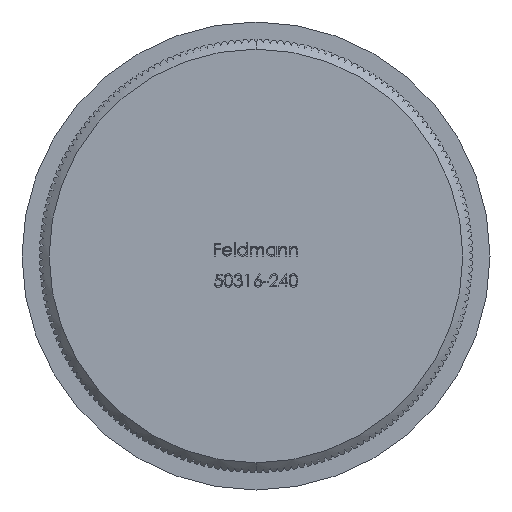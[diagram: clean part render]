
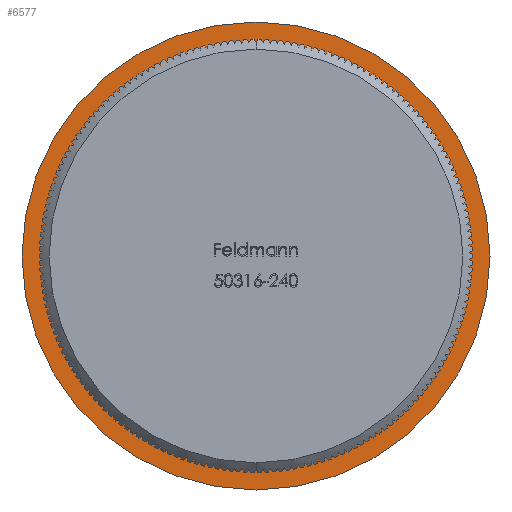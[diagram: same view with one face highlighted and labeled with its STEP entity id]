
A CAD part, front view. The second image highlights one B-rep face of the part: STEP entity #6577.
In plain terms, the highlighted planar face has unit normal (0, -1, 0).
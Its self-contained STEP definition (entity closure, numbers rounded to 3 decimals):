
#52 = CARTESIAN_POINT ( 'NONE',  ( 21.65, 8., 0. ) ) ;
#171 = VERTEX_POINT ( 'NONE', #19427 ) ;
#186 = DIRECTION ( 'NONE',  ( 0., 0., -1. ) ) ;
#286 = DIRECTION ( 'NONE',  ( 0., -1., 0. ) ) ;
#528 = ORIENTED_EDGE ( 'NONE', *, *, #19075, .T. ) ;
#604 = CARTESIAN_POINT ( 'NONE',  ( 0., 8., 0. ) ) ;
#827 = ORIENTED_EDGE ( 'NONE', *, *, #30245, .F. ) ;
#1000 = AXIS2_PLACEMENT_3D ( 'NONE', #604, #286, #186 ) ;
#2640 = CIRCLE ( 'NONE', #32819, 24.15 ) ;
#3903 = EDGE_LOOP ( 'NONE', ( #528, #6108 ) ) ;
#4682 = CIRCLE ( 'NONE', #14794, 21.65 ) ;
#4778 = VERTEX_POINT ( 'NONE', #9402 ) ;
#6108 = ORIENTED_EDGE ( 'NONE', *, *, #31099, .T. ) ;
#6577 = ADVANCED_FACE ( 'NONE', ( #9255, #25911 ), #27975, .T. ) ;
#7234 = CIRCLE ( 'NONE', #17406, 24.15 ) ;
#9255 = FACE_OUTER_BOUND ( 'NONE', #3903, .T. ) ;
#9402 = CARTESIAN_POINT ( 'NONE',  ( 0., 8., 24.15 ) ) ;
#10752 = CARTESIAN_POINT ( 'NONE',  ( 0., 8., -24.15 ) ) ;
#11146 = VERTEX_POINT ( 'NONE', #32413 ) ;
#13013 = DIRECTION ( 'NONE',  ( 0., -1., 0. ) ) ;
#13115 = DIRECTION ( 'NONE',  ( 0., 0., -1. ) ) ;
#13693 = AXIS2_PLACEMENT_3D ( 'NONE', #52, #13013, #13115 ) ;
#14061 = CARTESIAN_POINT ( 'NONE',  ( 0., 8., 0. ) ) ;
#14794 = AXIS2_PLACEMENT_3D ( 'NONE', #14061, #18958, #31749 ) ;
#15042 = EDGE_LOOP ( 'NONE', ( #20997, #827 ) ) ;
#15103 = DIRECTION ( 'NONE',  ( 0., -1., 0. ) ) ;
#17406 = AXIS2_PLACEMENT_3D ( 'NONE', #31751, #21609, #21841 ) ;
#18958 = DIRECTION ( 'NONE',  ( 0., -1., 0. ) ) ;
#19075 = EDGE_CURVE ( 'NONE', #28885, #4778, #7234, .T. ) ;
#19427 = CARTESIAN_POINT ( 'NONE',  ( 0., 8., 21.65 ) ) ;
#20997 = ORIENTED_EDGE ( 'NONE', *, *, #29312, .F. ) ;
#21609 = DIRECTION ( 'NONE',  ( 0., -1., 0. ) ) ;
#21841 = DIRECTION ( 'NONE',  ( 0., 0., -1. ) ) ;
#25164 = CIRCLE ( 'NONE', #1000, 21.65 ) ;
#25194 = DIRECTION ( 'NONE',  ( 0., 0., -1. ) ) ;
#25911 = FACE_BOUND ( 'NONE', #15042, .T. ) ;
#27975 = PLANE ( 'NONE',  #13693 ) ;
#28885 = VERTEX_POINT ( 'NONE', #10752 ) ;
#29312 = EDGE_CURVE ( 'NONE', #11146, #171, #25164, .T. ) ;
#30245 = EDGE_CURVE ( 'NONE', #171, #11146, #4682, .T. ) ;
#31099 = EDGE_CURVE ( 'NONE', #4778, #28885, #2640, .T. ) ;
#31749 = DIRECTION ( 'NONE',  ( 0., 0., -1. ) ) ;
#31751 = CARTESIAN_POINT ( 'NONE',  ( 0., 8., 0. ) ) ;
#32413 = CARTESIAN_POINT ( 'NONE',  ( 0., 8., -21.65 ) ) ;
#32460 = CARTESIAN_POINT ( 'NONE',  ( 0., 8., 0. ) ) ;
#32819 = AXIS2_PLACEMENT_3D ( 'NONE', #32460, #15103, #25194 ) ;
